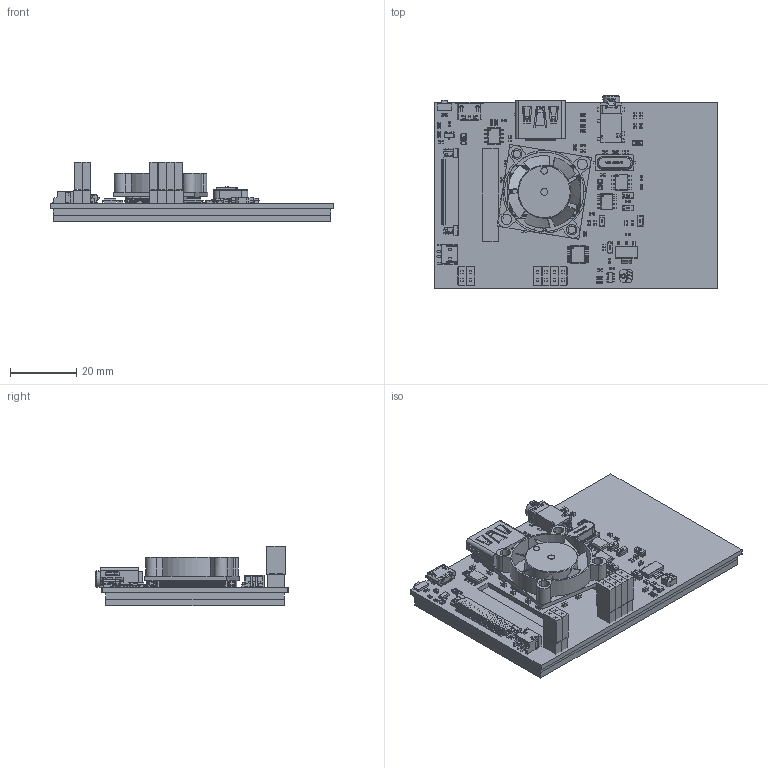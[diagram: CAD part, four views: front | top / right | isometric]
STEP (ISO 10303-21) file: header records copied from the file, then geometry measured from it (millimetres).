
FILE_DESCRIPTION (( 'STEP AP214' ), '1' );
FILE_NAME ('UC-649(3.5渡そ躉).STEP', '2021-07-09T06:02:09', ( '' ), ( '' ), 'SwSTEP 2.0', 'SolidWorks 2020', '' );
FILE_SCHEMA (( 'AUTOMOTIVE_DESIGN' ));
Length unit declared in the file: millimetre
Products named in the file (1): UC-649(3.5渡そ躉)
Bounding box: 85.85 x 58.05 x 18.11 mm (x, y, z)
Surface area: 40445.5 mm2 (no closed solid volume)
Topology: 0 solids, 191 shells, 11439 faces, 31051 edges, 19868 vertices
Faces by surface type: plane 7398, cylinder 1969, bspline 1791, sphere 256, torus 15, cone 10
Entity records: 575915 total; most frequent: CARTESIAN_POINT 172258, ORIENTED_EDGE 61518, DIRECTION 49755, EDGE_CURVE 30767, LINE 22969, VECTOR 22969, VERTEX_POINT 19868, AXIS2_PLACEMENT_3D 13393
